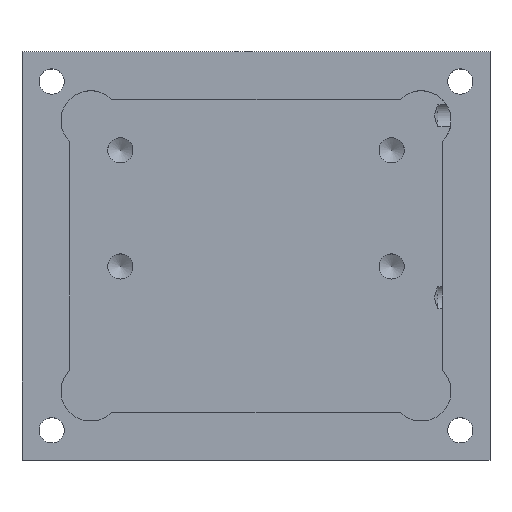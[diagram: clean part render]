
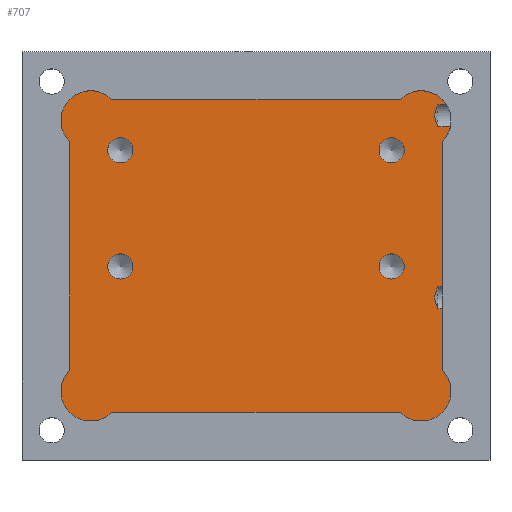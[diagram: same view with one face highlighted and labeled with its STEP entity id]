
A CAD part, top view. The second image highlights one B-rep face of the part: STEP entity #707.
In plain terms, the highlighted planar face has unit normal (0, 0, 1).
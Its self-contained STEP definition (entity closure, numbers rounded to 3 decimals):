
#15=FACE_BOUND('',#109,.T.);
#16=FACE_BOUND('',#110,.T.);
#17=FACE_BOUND('',#111,.T.);
#18=FACE_BOUND('',#112,.T.);
#36=PLANE('',#788);
#48=(
BOUNDED_CURVE()
B_SPLINE_CURVE(2,(#1131,#1132,#1133),.UNSPECIFIED.,.F.,.F.)
B_SPLINE_CURVE_WITH_KNOTS((3,3),(0.,0.153),.UNSPECIFIED.)
CURVE()
GEOMETRIC_REPRESENTATION_ITEM()
RATIONAL_B_SPLINE_CURVE((1.,1.54,1.))
REPRESENTATION_ITEM('')
);
#49=(
BOUNDED_CURVE()
B_SPLINE_CURVE(2,(#1149,#1150,#1151),.UNSPECIFIED.,.F.,.F.)
B_SPLINE_CURVE_WITH_KNOTS((3,3),(0.,0.153),.UNSPECIFIED.)
CURVE()
GEOMETRIC_REPRESENTATION_ITEM()
RATIONAL_B_SPLINE_CURVE((1.,1.54,1.))
REPRESENTATION_ITEM('')
);
#72=FACE_OUTER_BOUND('',#108,.T.);
#108=EDGE_LOOP('',(#540,#541,#542,#543,#544,#545,#546,#547,#548,#549,#550,
#551,#552,#553,#554,#555,#556,#557));
#109=EDGE_LOOP('',(#558));
#110=EDGE_LOOP('',(#559));
#111=EDGE_LOOP('',(#560));
#112=EDGE_LOOP('',(#561));
#168=LINE('',#1142,#222);
#169=LINE('',#1144,#223);
#171=LINE('',#1174,#225);
#172=LINE('',#1176,#226);
#173=LINE('',#1193,#227);
#174=LINE('',#1195,#228);
#175=LINE('',#1197,#229);
#176=LINE('',#1202,#230);
#177=LINE('',#1205,#231);
#178=LINE('',#1207,#232);
#179=LINE('',#1210,#233);
#222=VECTOR('',#910,10.);
#223=VECTOR('',#911,10.);
#225=VECTOR('',#923,10.);
#226=VECTOR('',#924,10.);
#227=VECTOR('',#927,10.);
#228=VECTOR('',#928,10.);
#229=VECTOR('',#929,10.);
#230=VECTOR('',#934,10.);
#231=VECTOR('',#937,10.);
#232=VECTOR('',#938,10.);
#233=VECTOR('',#941,10.);
#263=CIRCLE('',#754,2.);
#270=CIRCLE('',#765,0.847);
#272=CIRCLE('',#769,0.847);
#274=CIRCLE('',#773,0.847);
#276=CIRCLE('',#777,0.847);
#283=CIRCLE('',#789,2.);
#284=CIRCLE('',#790,2.);
#285=CIRCLE('',#791,2.);
#286=CIRCLE('',#792,2.);
#306=VERTEX_POINT('',#1071);
#307=VERTEX_POINT('',#1073);
#316=VERTEX_POINT('',#1098);
#319=VERTEX_POINT('',#1107);
#322=VERTEX_POINT('',#1116);
#325=VERTEX_POINT('',#1125);
#326=VERTEX_POINT('',#1129);
#327=VERTEX_POINT('',#1130);
#330=VERTEX_POINT('',#1140);
#331=VERTEX_POINT('',#1143);
#332=VERTEX_POINT('',#1147);
#333=VERTEX_POINT('',#1148);
#336=VERTEX_POINT('',#1158);
#337=VERTEX_POINT('',#1175);
#338=VERTEX_POINT('',#1192);
#339=VERTEX_POINT('',#1194);
#340=VERTEX_POINT('',#1196);
#341=VERTEX_POINT('',#1199);
#342=VERTEX_POINT('',#1201);
#343=VERTEX_POINT('',#1203);
#344=VERTEX_POINT('',#1206);
#345=VERTEX_POINT('',#1208);
#376=EDGE_CURVE('',#307,#306,#263,.T.);
#388=EDGE_CURVE('',#316,#316,#270,.T.);
#392=EDGE_CURVE('',#319,#319,#272,.T.);
#396=EDGE_CURVE('',#322,#322,#274,.T.);
#400=EDGE_CURVE('',#325,#325,#276,.T.);
#402=EDGE_CURVE('',#326,#327,#48,.T.);
#407=EDGE_CURVE('',#327,#330,#168,.T.);
#408=EDGE_CURVE('',#331,#326,#169,.T.);
#410=EDGE_CURVE('',#332,#333,#49,.T.);
#415=EDGE_CURVE('',#333,#336,#171,.T.);
#416=EDGE_CURVE('',#337,#332,#172,.T.);
#418=EDGE_CURVE('',#330,#338,#173,.T.);
#419=EDGE_CURVE('',#338,#339,#174,.T.);
#420=EDGE_CURVE('',#339,#340,#175,.T.);
#421=EDGE_CURVE('',#340,#337,#283,.T.);
#422=EDGE_CURVE('',#336,#341,#284,.T.);
#423=EDGE_CURVE('',#341,#342,#176,.T.);
#424=EDGE_CURVE('',#342,#343,#285,.T.);
#425=EDGE_CURVE('',#343,#307,#177,.T.);
#426=EDGE_CURVE('',#306,#344,#178,.T.);
#427=EDGE_CURVE('',#344,#345,#286,.T.);
#428=EDGE_CURVE('',#345,#331,#179,.T.);
#540=ORIENTED_EDGE('',*,*,#408,.T.);
#541=ORIENTED_EDGE('',*,*,#402,.T.);
#542=ORIENTED_EDGE('',*,*,#407,.T.);
#543=ORIENTED_EDGE('',*,*,#418,.T.);
#544=ORIENTED_EDGE('',*,*,#419,.T.);
#545=ORIENTED_EDGE('',*,*,#420,.T.);
#546=ORIENTED_EDGE('',*,*,#421,.T.);
#547=ORIENTED_EDGE('',*,*,#416,.T.);
#548=ORIENTED_EDGE('',*,*,#410,.T.);
#549=ORIENTED_EDGE('',*,*,#415,.T.);
#550=ORIENTED_EDGE('',*,*,#422,.T.);
#551=ORIENTED_EDGE('',*,*,#423,.T.);
#552=ORIENTED_EDGE('',*,*,#424,.T.);
#553=ORIENTED_EDGE('',*,*,#425,.T.);
#554=ORIENTED_EDGE('',*,*,#376,.T.);
#555=ORIENTED_EDGE('',*,*,#426,.T.);
#556=ORIENTED_EDGE('',*,*,#427,.T.);
#557=ORIENTED_EDGE('',*,*,#428,.T.);
#558=ORIENTED_EDGE('',*,*,#388,.T.);
#559=ORIENTED_EDGE('',*,*,#392,.T.);
#560=ORIENTED_EDGE('',*,*,#396,.T.);
#561=ORIENTED_EDGE('',*,*,#400,.T.);
#707=ADVANCED_FACE('',(#72,#15,#16,#17,#18),#36,.T.);
#754=AXIS2_PLACEMENT_3D('',#1074,#839,#840);
#765=AXIS2_PLACEMENT_3D('',#1099,#866,#867);
#769=AXIS2_PLACEMENT_3D('',#1108,#876,#877);
#773=AXIS2_PLACEMENT_3D('',#1117,#886,#887);
#777=AXIS2_PLACEMENT_3D('',#1126,#896,#897);
#788=AXIS2_PLACEMENT_3D('',#1191,#925,#926);
#789=AXIS2_PLACEMENT_3D('',#1198,#930,#931);
#790=AXIS2_PLACEMENT_3D('',#1200,#932,#933);
#791=AXIS2_PLACEMENT_3D('',#1204,#935,#936);
#792=AXIS2_PLACEMENT_3D('',#1209,#939,#940);
#839=DIRECTION('center_axis',(0.,0.,1.));
#840=DIRECTION('ref_axis',(-1.,0.,0.));
#866=DIRECTION('center_axis',(0.,0.,-1.));
#867=DIRECTION('ref_axis',(1.,0.,0.));
#876=DIRECTION('center_axis',(0.,0.,-1.));
#877=DIRECTION('ref_axis',(1.,0.,0.));
#886=DIRECTION('center_axis',(0.,0.,-1.));
#887=DIRECTION('ref_axis',(1.,0.,0.));
#896=DIRECTION('center_axis',(0.,0.,-1.));
#897=DIRECTION('ref_axis',(1.,0.,0.));
#910=DIRECTION('',(1.,0.,0.));
#911=DIRECTION('',(-1.,0.,0.));
#923=DIRECTION('',(1.,0.,0.));
#924=DIRECTION('',(-1.,0.,0.));
#925=DIRECTION('center_axis',(0.,0.,1.));
#926=DIRECTION('ref_axis',(1.,0.,0.));
#927=DIRECTION('',(0.,1.,0.));
#928=DIRECTION('',(0.,1.,0.));
#929=DIRECTION('',(0.,1.,0.));
#930=DIRECTION('center_axis',(0.,0.,1.));
#931=DIRECTION('ref_axis',(-1.,0.,0.));
#932=DIRECTION('center_axis',(0.,0.,1.));
#933=DIRECTION('ref_axis',(-1.,0.,0.));
#934=DIRECTION('',(-1.,0.,0.));
#935=DIRECTION('center_axis',(0.,0.,1.));
#936=DIRECTION('ref_axis',(-1.,0.,0.));
#937=DIRECTION('',(0.,-1.,0.));
#938=DIRECTION('',(1.,0.,0.));
#939=DIRECTION('center_axis',(0.,0.,1.));
#940=DIRECTION('ref_axis',(-1.,0.,0.));
#941=DIRECTION('',(0.,1.,0.));
#1071=CARTESIAN_POINT('',(6.028,3.2,4.17));
#1073=CARTESIAN_POINT('',(3.2,6.028,4.17));
#1074=CARTESIAN_POINT('Origin',(4.614,4.614,4.17));
#1098=CARTESIAN_POINT('',(23.953,20.8,4.17));
#1099=CARTESIAN_POINT('Origin',(24.8,20.8,4.17));
#1107=CARTESIAN_POINT('',(23.953,13.,4.17));
#1108=CARTESIAN_POINT('Origin',(24.8,13.,4.17));
#1116=CARTESIAN_POINT('',(5.753,13.,4.17));
#1117=CARTESIAN_POINT('Origin',(6.6,13.,4.17));
#1125=CARTESIAN_POINT('',(5.753,20.8,4.17));
#1126=CARTESIAN_POINT('Origin',(6.6,20.8,4.17));
#1129=CARTESIAN_POINT('',(27.9,10.162,4.17));
#1130=CARTESIAN_POINT('',(27.9,11.638,4.17));
#1131=CARTESIAN_POINT('Ctrl Pts',(27.9,10.162,4.17));
#1132=CARTESIAN_POINT('Ctrl Pts',(27.563,10.9,4.17));
#1133=CARTESIAN_POINT('Ctrl Pts',(27.9,11.638,4.17));
#1140=CARTESIAN_POINT('',(28.2,11.638,4.17));
#1142=CARTESIAN_POINT('',(29.65,11.638,4.17));
#1143=CARTESIAN_POINT('',(28.2,10.162,4.17));
#1144=CARTESIAN_POINT('',(29.65,10.162,4.17));
#1147=CARTESIAN_POINT('',(27.9,22.362,4.17));
#1148=CARTESIAN_POINT('',(27.9,23.838,4.17));
#1149=CARTESIAN_POINT('Ctrl Pts',(27.9,22.362,4.17));
#1150=CARTESIAN_POINT('Ctrl Pts',(27.563,23.1,4.17));
#1151=CARTESIAN_POINT('Ctrl Pts',(27.9,23.838,4.17));
#1158=CARTESIAN_POINT('',(28.487,23.838,4.17));
#1174=CARTESIAN_POINT('',(29.65,23.838,4.17));
#1175=CARTESIAN_POINT('',(28.74,22.362,4.17));
#1176=CARTESIAN_POINT('',(29.65,22.362,4.17));
#1191=CARTESIAN_POINT('Origin',(15.7,13.7,4.17));
#1192=CARTESIAN_POINT('',(28.2,16.098,4.17));
#1193=CARTESIAN_POINT('',(28.2,18.95,4.17));
#1194=CARTESIAN_POINT('',(28.2,17.902,4.17));
#1195=CARTESIAN_POINT('',(28.2,18.95,4.17));
#1196=CARTESIAN_POINT('',(28.2,21.372,4.17));
#1197=CARTESIAN_POINT('',(28.2,18.95,4.17));
#1198=CARTESIAN_POINT('Origin',(26.786,22.786,4.17));
#1199=CARTESIAN_POINT('',(25.372,24.2,4.17));
#1200=CARTESIAN_POINT('Origin',(26.786,22.786,4.17));
#1201=CARTESIAN_POINT('',(6.028,24.2,4.17));
#1202=CARTESIAN_POINT('',(9.45,24.2,4.17));
#1203=CARTESIAN_POINT('',(3.2,21.372,4.17));
#1204=CARTESIAN_POINT('Origin',(4.614,22.786,4.17));
#1205=CARTESIAN_POINT('',(3.2,8.45,4.17));
#1206=CARTESIAN_POINT('',(25.372,3.2,4.17));
#1207=CARTESIAN_POINT('',(21.95,3.2,4.17));
#1208=CARTESIAN_POINT('',(28.2,6.028,4.17));
#1209=CARTESIAN_POINT('Origin',(26.786,4.614,4.17));
#1210=CARTESIAN_POINT('',(28.2,18.95,4.17));
